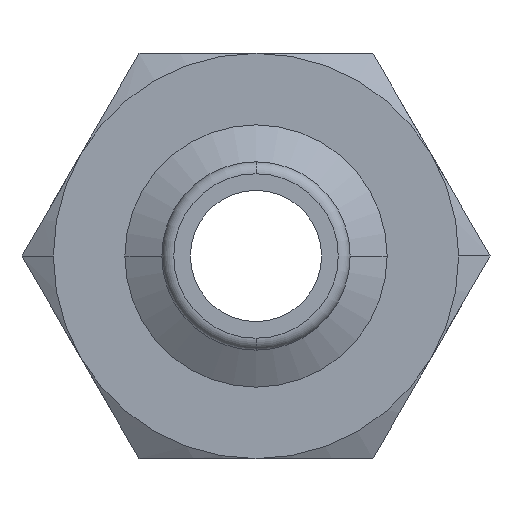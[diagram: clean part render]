
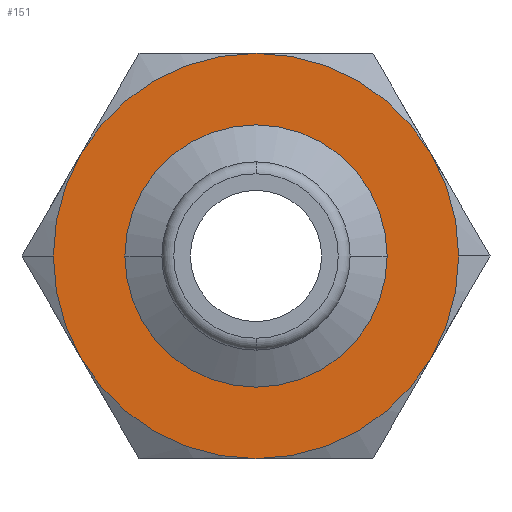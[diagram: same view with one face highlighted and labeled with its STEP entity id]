
A CAD part, front view. The second image highlights one B-rep face of the part: STEP entity #151.
In plain terms, the highlighted planar face has unit normal (0, -1, 0).
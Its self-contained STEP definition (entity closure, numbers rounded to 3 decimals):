
#151=ADVANCED_FACE('',(#311,#312),#313,.T.);
#311=FACE_OUTER_BOUND('',#476,.T.);
#312=FACE_BOUND('',#477,.T.);
#313=PLANE('',#478);
#476=EDGE_LOOP('',(#842,#843,#844,#845,#846,#847,#848,#849));
#477=EDGE_LOOP('',(#850,#851));
#478=AXIS2_PLACEMENT_3D('',#852,#853,#854);
#842=ORIENTED_EDGE('',*,*,#975,.F.);
#843=ORIENTED_EDGE('',*,*,#1089,.F.);
#844=ORIENTED_EDGE('',*,*,#1102,.F.);
#845=ORIENTED_EDGE('',*,*,#1070,.F.);
#846=ORIENTED_EDGE('',*,*,#971,.F.);
#847=ORIENTED_EDGE('',*,*,#1103,.F.);
#848=ORIENTED_EDGE('',*,*,#1100,.F.);
#849=ORIENTED_EDGE('',*,*,#1062,.F.);
#850=ORIENTED_EDGE('',*,*,#1055,.F.);
#851=ORIENTED_EDGE('',*,*,#1045,.F.);
#852=CARTESIAN_POINT('',(4.25,22.0,0.0));
#853=DIRECTION('',(-0.0,-1.0,-0.0));
#854=DIRECTION('',(-1.0,0.0,0.0));
#971=EDGE_CURVE('',#1151,#1149,#1153,.T.);
#975=EDGE_CURVE('',#1158,#1155,#1160,.T.);
#1045=EDGE_CURVE('',#1266,#1268,#1269,.T.);
#1055=EDGE_CURVE('',#1268,#1266,#1282,.T.);
#1062=EDGE_CURVE('',#1155,#1290,#1291,.T.);
#1070=EDGE_CURVE('',#1149,#1213,#1301,.T.);
#1089=EDGE_CURVE('',#1274,#1158,#1326,.T.);
#1100=EDGE_CURVE('',#1290,#1303,#1337,.T.);
#1102=EDGE_CURVE('',#1213,#1274,#1339,.T.);
#1103=EDGE_CURVE('',#1303,#1151,#1340,.T.);
#1149=VERTEX_POINT('',#1410);
#1151=VERTEX_POINT('',#1413);
#1153=CIRCLE('',#1426,8.5);
#1155=VERTEX_POINT('',#1428);
#1158=VERTEX_POINT('',#1432);
#1160=CIRCLE('',#1445,8.5);
#1213=VERTEX_POINT('',#1535);
#1266=VERTEX_POINT('',#1652);
#1268=VERTEX_POINT('',#1655);
#1269=CIRCLE('',#1656,5.5);
#1274=VERTEX_POINT('',#1662);
#1282=CIRCLE('',#1704,5.5);
#1290=VERTEX_POINT('',#1723);
#1291=CIRCLE('',#1724,8.5);
#1301=CIRCLE('',#1747,8.5);
#1303=VERTEX_POINT('',#1749);
#1326=CIRCLE('',#1808,8.5);
#1337=CIRCLE('',#1855,8.5);
#1339=CIRCLE('',#1857,8.5);
#1340=CIRCLE('',#1858,8.5);
#1410=CARTESIAN_POINT('',(-8.5,22.0,0.));
#1413=CARTESIAN_POINT('',(-7.361,22.0,-4.25));
#1426=AXIS2_PLACEMENT_3D('',#1913,#1914,#1915);
#1428=CARTESIAN_POINT('',(8.5,22.0,0.));
#1432=CARTESIAN_POINT('',(7.361,22.0,4.25));
#1445=AXIS2_PLACEMENT_3D('',#1917,#1918,#1919);
#1535=CARTESIAN_POINT('',(-7.361,22.0,4.25));
#1652=CARTESIAN_POINT('',(5.5,22.0,0.));
#1655=CARTESIAN_POINT('',(-5.5,22.0,0.));
#1656=AXIS2_PLACEMENT_3D('',#2027,#2028,#2029);
#1662=CARTESIAN_POINT('',(0.,22.0,8.5));
#1704=AXIS2_PLACEMENT_3D('',#2035,#2036,#2037);
#1723=CARTESIAN_POINT('',(7.361,22.0,-4.25));
#1724=AXIS2_PLACEMENT_3D('',#2044,#2045,#2046);
#1747=AXIS2_PLACEMENT_3D('',#2055,#2056,#2057);
#1749=CARTESIAN_POINT('',(0.0,22.0,-8.5));
#1808=AXIS2_PLACEMENT_3D('',#2079,#2080,#2081);
#1855=AXIS2_PLACEMENT_3D('',#2088,#2089,#2090);
#1857=AXIS2_PLACEMENT_3D('',#2091,#2092,#2093);
#1858=AXIS2_PLACEMENT_3D('',#2094,#2095,#2096);
#1913=CARTESIAN_POINT('',(0.0,22.0,0.0));
#1914=DIRECTION('',(-0.0,1.0,0.0));
#1915=DIRECTION('',(1.0,0.0,0.0));
#1917=CARTESIAN_POINT('',(0.0,22.0,0.0));
#1918=DIRECTION('',(-0.0,1.0,0.0));
#1919=DIRECTION('',(1.0,0.0,0.0));
#2027=CARTESIAN_POINT('',(0.0,22.0,0.0));
#2028=DIRECTION('',(0.0,-1.0,0.0));
#2029=DIRECTION('',(1.0,0.0,0.0));
#2035=CARTESIAN_POINT('',(0.0,22.0,0.0));
#2036=DIRECTION('',(0.0,-1.0,0.0));
#2037=DIRECTION('',(1.0,0.0,0.0));
#2044=CARTESIAN_POINT('',(0.0,22.0,0.0));
#2045=DIRECTION('',(-0.0,1.0,0.0));
#2046=DIRECTION('',(1.0,0.0,0.0));
#2055=CARTESIAN_POINT('',(0.0,22.0,0.0));
#2056=DIRECTION('',(-0.0,1.0,0.0));
#2057=DIRECTION('',(1.0,0.0,0.0));
#2079=CARTESIAN_POINT('',(0.0,22.0,0.0));
#2080=DIRECTION('',(-0.0,1.0,0.0));
#2081=DIRECTION('',(1.0,0.0,0.0));
#2088=CARTESIAN_POINT('',(0.0,22.0,0.0));
#2089=DIRECTION('',(-0.0,1.0,0.0));
#2090=DIRECTION('',(1.0,0.0,0.0));
#2091=CARTESIAN_POINT('',(0.0,22.0,0.0));
#2092=DIRECTION('',(-0.0,1.0,0.0));
#2093=DIRECTION('',(1.0,0.0,0.0));
#2094=CARTESIAN_POINT('',(0.0,22.0,0.0));
#2095=DIRECTION('',(-0.0,1.0,0.0));
#2096=DIRECTION('',(1.0,0.0,0.0));
